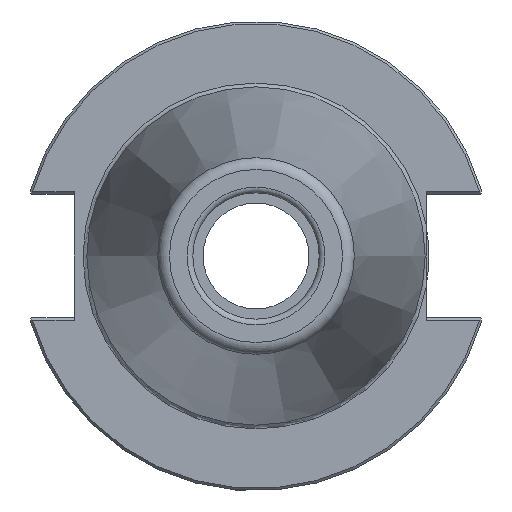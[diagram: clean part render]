
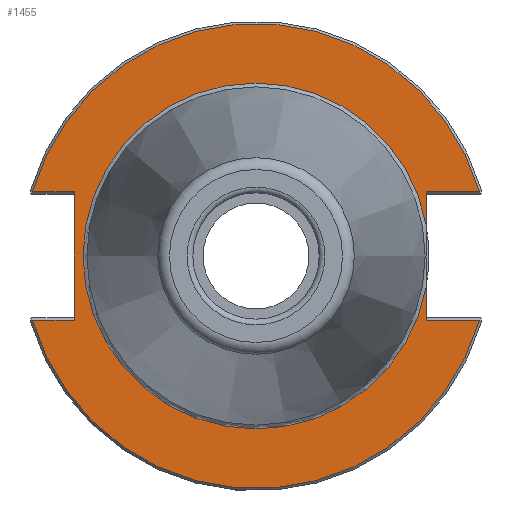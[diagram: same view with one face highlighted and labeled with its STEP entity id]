
A CAD part, left-side view. The second image highlights one B-rep face of the part: STEP entity #1455.
In plain terms, the highlighted planar face has unit normal (-1, 0, 0).
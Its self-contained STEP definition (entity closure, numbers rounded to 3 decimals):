
#116=LINE('',#2471,#201);
#119=LINE('',#2530,#204);
#120=LINE('',#2536,#205);
#121=LINE('',#2538,#206);
#122=LINE('',#2542,#207);
#123=LINE('',#2544,#208);
#124=LINE('',#2545,#209);
#201=VECTOR('',#1811,10.);
#204=VECTOR('',#1830,10.);
#205=VECTOR('',#1835,10.);
#206=VECTOR('',#1836,10.);
#207=VECTOR('',#1839,10.);
#208=VECTOR('',#1840,10.);
#209=VECTOR('',#1841,10.);
#259=PLANE('',#1573);
#304=FACE_OUTER_BOUND('',#382,.T.);
#382=EDGE_LOOP('',(#1093,#1094,#1095,#1096,#1097,#1098,#1099,#1100,#1101,
#1102,#1103));
#461=CIRCLE('',#1571,48.249);
#463=CIRCLE('',#1574,35.899);
#464=CIRCLE('',#1575,35.899);
#465=CIRCLE('',#1576,48.249);
#622=VERTEX_POINT('',#2468);
#623=VERTEX_POINT('',#2470);
#631=VERTEX_POINT('',#2517);
#634=VERTEX_POINT('',#2529);
#635=VERTEX_POINT('',#2531);
#636=VERTEX_POINT('',#2533);
#637=VERTEX_POINT('',#2535);
#638=VERTEX_POINT('',#2537);
#639=VERTEX_POINT('',#2539);
#640=VERTEX_POINT('',#2541);
#641=VERTEX_POINT('',#2543);
#802=EDGE_CURVE('',#622,#623,#116,.T.);
#814=EDGE_CURVE('',#623,#631,#461,.T.);
#818=EDGE_CURVE('',#622,#634,#119,.T.);
#819=EDGE_CURVE('',#634,#635,#463,.T.);
#820=EDGE_CURVE('',#635,#636,#464,.T.);
#821=EDGE_CURVE('',#636,#637,#120,.T.);
#822=EDGE_CURVE('',#638,#637,#121,.T.);
#823=EDGE_CURVE('',#639,#638,#465,.T.);
#824=EDGE_CURVE('',#640,#639,#122,.T.);
#825=EDGE_CURVE('',#640,#641,#123,.T.);
#826=EDGE_CURVE('',#631,#641,#124,.T.);
#1093=ORIENTED_EDGE('',*,*,#802,.F.);
#1094=ORIENTED_EDGE('',*,*,#818,.T.);
#1095=ORIENTED_EDGE('',*,*,#819,.T.);
#1096=ORIENTED_EDGE('',*,*,#820,.T.);
#1097=ORIENTED_EDGE('',*,*,#821,.T.);
#1098=ORIENTED_EDGE('',*,*,#822,.F.);
#1099=ORIENTED_EDGE('',*,*,#823,.F.);
#1100=ORIENTED_EDGE('',*,*,#824,.F.);
#1101=ORIENTED_EDGE('',*,*,#825,.T.);
#1102=ORIENTED_EDGE('',*,*,#826,.F.);
#1103=ORIENTED_EDGE('',*,*,#814,.F.);
#1455=ADVANCED_FACE('',(#304),#259,.T.);
#1571=AXIS2_PLACEMENT_3D('',#2518,#1824,#1825);
#1573=AXIS2_PLACEMENT_3D('',#2528,#1828,#1829);
#1574=AXIS2_PLACEMENT_3D('',#2532,#1831,#1832);
#1575=AXIS2_PLACEMENT_3D('',#2534,#1833,#1834);
#1576=AXIS2_PLACEMENT_3D('',#2540,#1837,#1838);
#1811=DIRECTION('',(0.,-1.,0.));
#1824=DIRECTION('center_axis',(1.,0.,0.));
#1825=DIRECTION('ref_axis',(0.,0.,-1.));
#1828=DIRECTION('center_axis',(-1.,0.,0.));
#1829=DIRECTION('ref_axis',(0.,0.,1.));
#1830=DIRECTION('',(0.,0.,1.));
#1831=DIRECTION('center_axis',(1.,0.,0.));
#1832=DIRECTION('ref_axis',(0.,0.,-1.));
#1833=DIRECTION('center_axis',(1.,0.,0.));
#1834=DIRECTION('ref_axis',(0.,0.,-1.));
#1835=DIRECTION('',(0.,0.,1.));
#1836=DIRECTION('',(0.,1.,0.));
#1837=DIRECTION('center_axis',(1.,0.,0.));
#1838=DIRECTION('ref_axis',(0.,0.,-1.));
#1839=DIRECTION('',(0.,1.,0.));
#1840=DIRECTION('',(0.,0.,-1.));
#1841=DIRECTION('',(0.,-1.,0.));
#2468=CARTESIAN_POINT('',(3.175,-35.3,-13.325));
#2470=CARTESIAN_POINT('',(3.175,-46.373,-13.325));
#2471=CARTESIAN_POINT('',(3.175,-13.707,-13.325));
#2517=CARTESIAN_POINT('',(3.175,46.373,-13.325));
#2518=CARTESIAN_POINT('Origin',(3.175,0.,0.));
#2528=CARTESIAN_POINT('Origin',(3.175,48.249,0.));
#2529=CARTESIAN_POINT('',(3.175,-35.3,-6.533));
#2530=CARTESIAN_POINT('',(3.175,-35.3,-6.413));
#2531=CARTESIAN_POINT('',(3.175,0.,35.899));
#2532=CARTESIAN_POINT('Origin',(3.175,0.,0.));
#2533=CARTESIAN_POINT('',(3.175,-35.3,6.533));
#2534=CARTESIAN_POINT('Origin',(3.175,0.,0.));
#2535=CARTESIAN_POINT('',(3.175,-35.3,13.325));
#2536=CARTESIAN_POINT('',(3.175,-35.3,-6.413));
#2537=CARTESIAN_POINT('',(3.175,-46.373,13.325));
#2538=CARTESIAN_POINT('',(3.175,6.475,13.325));
#2539=CARTESIAN_POINT('',(3.175,46.373,13.325));
#2540=CARTESIAN_POINT('Origin',(3.175,0.,0.));
#2541=CARTESIAN_POINT('',(3.175,37.7,13.325));
#2542=CARTESIAN_POINT('',(3.175,61.395,13.325));
#2543=CARTESIAN_POINT('',(3.175,37.7,-13.325));
#2544=CARTESIAN_POINT('',(3.175,37.7,6.413));
#2545=CARTESIAN_POINT('',(3.175,42.975,-13.325));
